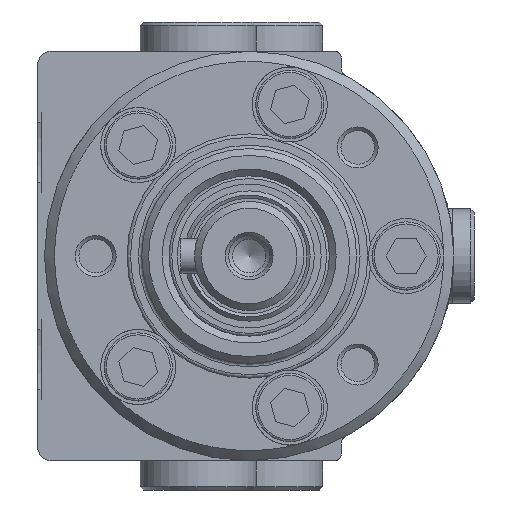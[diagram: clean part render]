
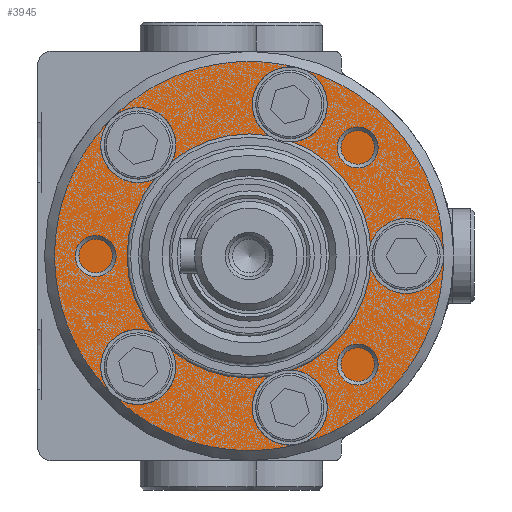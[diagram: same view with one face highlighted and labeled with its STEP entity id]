
A CAD part, left-side view. The second image highlights one B-rep face of the part: STEP entity #3945.
In plain terms, the highlighted planar face has unit normal (-1, 0, 0).
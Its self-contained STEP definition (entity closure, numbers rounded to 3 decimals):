
#213=PLANE('',#4390);
#1551=ORIENTED_EDGE('',*,*,#2192,.F.);
#2192=EDGE_CURVE('',#2592,#2592,#2806,.T.);
#2592=VERTEX_POINT('',#6581);
#2806=CIRCLE('',#4389,30.);
#3123=EDGE_LOOP('',(#1551));
#3540=FACE_BOUND('',#3123,.T.);
#3945=ADVANCED_FACE('',(#3540),#213,.F.);
#4389=AXIS2_PLACEMENT_3D('',#6580,#5309,#5310);
#4390=AXIS2_PLACEMENT_3D('',#6594,#5311,#5312);
#5309=DIRECTION('',(1.,0.,0.));
#5310=DIRECTION('',(0.,0.,-1.));
#5311=DIRECTION('',(1.,0.,0.));
#5312=DIRECTION('',(0.,0.,-1.));
#6580=CARTESIAN_POINT('',(0.,0.,0.));
#6581=CARTESIAN_POINT('',(0.,0.,-30.));
#6594=CARTESIAN_POINT('',(0.,0.,0.));
